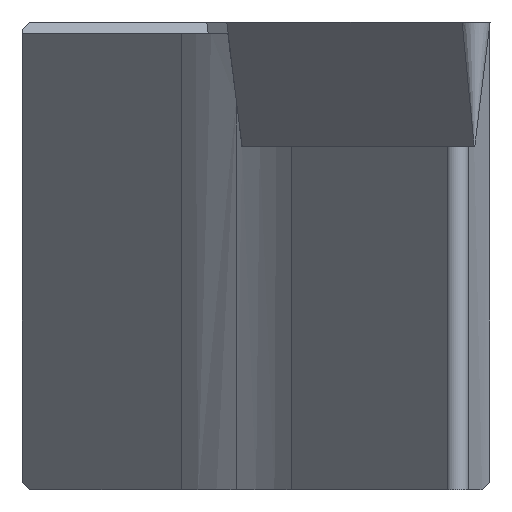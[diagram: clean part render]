
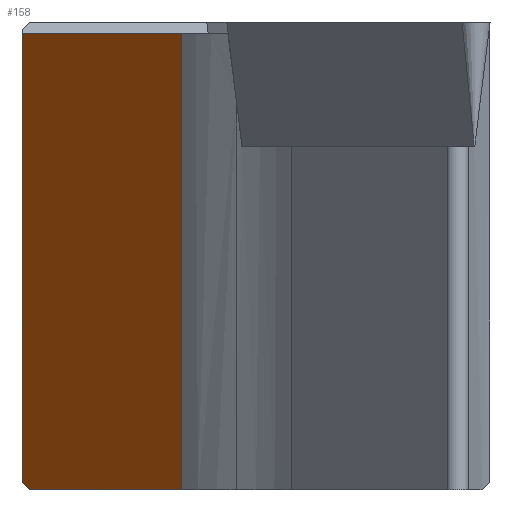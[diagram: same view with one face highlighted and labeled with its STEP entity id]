
A CAD part, left-side view. The second image highlights one B-rep face of the part: STEP entity #158.
In plain terms, the highlighted planar face has unit normal (-0.616, 0.788, 0).
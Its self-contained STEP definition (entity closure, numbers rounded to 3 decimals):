
#158=ADVANCED_FACE('',(#230),#192,.F.);
#192=PLANE('',#820);
#230=FACE_OUTER_BOUND('',#270,.T.);
#270=EDGE_LOOP('',(#414,#415,#416,#417,#418));
#414=ORIENTED_EDGE('',*,*,#562,.F.);
#415=ORIENTED_EDGE('',*,*,#532,.F.);
#416=ORIENTED_EDGE('',*,*,#536,.F.);
#417=ORIENTED_EDGE('',*,*,#604,.T.);
#418=ORIENTED_EDGE('',*,*,#585,.F.);
#472=VERTEX_POINT('',#1036);
#474=VERTEX_POINT('',#1039);
#477=VERTEX_POINT('',#1046);
#500=VERTEX_POINT('',#1101);
#509=VERTEX_POINT('',#1145);
#532=EDGE_CURVE('',#472,#474,#627,.T.);
#536=EDGE_CURVE('',#477,#472,#630,.T.);
#562=EDGE_CURVE('',#474,#500,#650,.T.);
#585=EDGE_CURVE('',#500,#509,#671,.T.);
#604=EDGE_CURVE('',#477,#509,#682,.T.);
#627=LINE('',#1038,#701);
#630=LINE('',#1047,#704);
#650=LINE('',#1100,#724);
#671=LINE('',#1144,#745);
#682=LINE('',#1181,#756);
#701=VECTOR('',#839,1.);
#704=VECTOR('',#846,1.);
#724=VECTOR('',#888,1.);
#745=VECTOR('',#937,1.);
#756=VECTOR('',#982,1.);
#820=AXIS2_PLACEMENT_3D('',#1183,#985,#986);
#839=DIRECTION('',(0.671,0.524,0.524));
#846=DIRECTION('',(0.788,0.616,0.));
#888=DIRECTION('',(0.,0.,1.));
#937=DIRECTION('',(-0.788,-0.616,0.));
#982=DIRECTION('',(0.,0.,1.));
#985=DIRECTION('',(0.616,-0.788,0.));
#986=DIRECTION('',(0.788,0.616,0.));
#1036=CARTESIAN_POINT('',(14.343,-0.2,-12.));
#1038=CARTESIAN_POINT('',(0.888,-10.712,-22.512));
#1039=CARTESIAN_POINT('',(14.599,0.,-11.8));
#1046=CARTESIAN_POINT('',(9.372,-4.084,-12.));
#1047=CARTESIAN_POINT('',(9.372,-4.084,-12.));
#1100=CARTESIAN_POINT('',(14.599,0.,-40.));
#1101=CARTESIAN_POINT('',(14.599,0.,-0.3));
#1144=CARTESIAN_POINT('',(9.372,-4.084,-0.3));
#1145=CARTESIAN_POINT('',(9.372,-4.084,-0.3));
#1181=CARTESIAN_POINT('',(9.372,-4.084,-40.));
#1183=CARTESIAN_POINT('',(9.372,-4.084,-40.));
